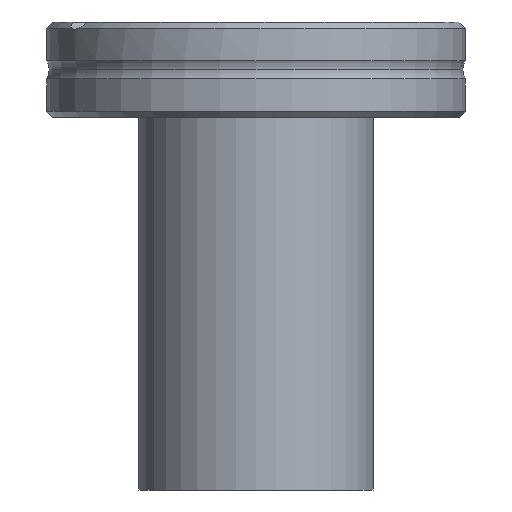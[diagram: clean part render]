
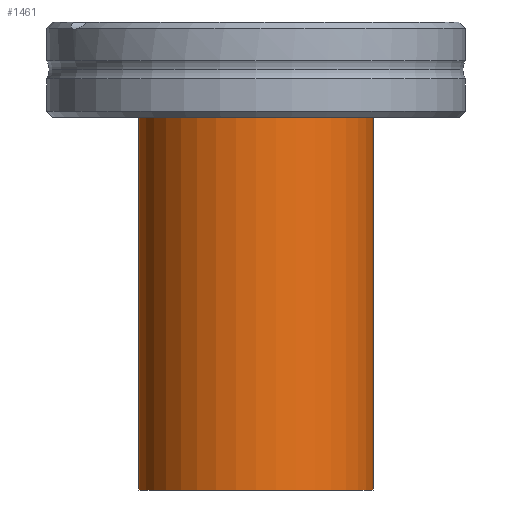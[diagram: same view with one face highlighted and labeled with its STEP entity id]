
A CAD part, front view. The second image highlights one B-rep face of the part: STEP entity #1461.
In plain terms, the highlighted cylindrical face has radius 9.525 mm (diameter 19.05 mm), a partial arc.
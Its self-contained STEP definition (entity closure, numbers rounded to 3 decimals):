
#7 = ORIENTED_EDGE ( 'NONE', *, *, #816, .T. ) ;
#44 = ORIENTED_EDGE ( 'NONE', *, *, #400, .F. ) ;
#119 = CARTESIAN_POINT ( 'NONE',  ( 9.525, 0., -44.3 ) ) ;
#174 = CARTESIAN_POINT ( 'NONE',  ( -9.525, 0., -38. ) ) ;
#289 = FACE_OUTER_BOUND ( 'NONE', #1781, .T. ) ;
#371 = DIRECTION ( 'NONE',  ( 1., 0., 0. ) ) ;
#400 = EDGE_CURVE ( 'NONE', #466, #1089, #1064, .T. ) ;
#417 = EDGE_CURVE ( 'NONE', #1089, #1578, #1304, .T. ) ;
#466 = VERTEX_POINT ( 'NONE', #174 ) ;
#601 = CARTESIAN_POINT ( 'NONE',  ( -9.525, 0., -4.3 ) ) ;
#625 = ORIENTED_EDGE ( 'NONE', *, *, #1479, .T. ) ;
#678 = DIRECTION ( 'NONE',  ( 0., 0., 1. ) ) ;
#746 = CARTESIAN_POINT ( 'NONE',  ( 9.525, 0., -4.3 ) ) ;
#816 = EDGE_CURVE ( 'NONE', #2212, #1578, #2135, .T. ) ;
#855 = AXIS2_PLACEMENT_3D ( 'NONE', #2036, #1026, #2206 ) ;
#901 = CARTESIAN_POINT ( 'NONE',  ( 0., 0., -38. ) ) ;
#986 = CYLINDRICAL_SURFACE ( 'NONE', #1262, 9.525 ) ;
#1026 = DIRECTION ( 'NONE',  ( 0., 0., 1. ) ) ;
#1064 = LINE ( 'NONE', #1680, #1908 ) ;
#1075 = DIRECTION ( 'NONE',  ( 1., 0., 0. ) ) ;
#1089 = VERTEX_POINT ( 'NONE', #601 ) ;
#1135 = DIRECTION ( 'NONE',  ( 0., 0., 1. ) ) ;
#1155 = AXIS2_PLACEMENT_3D ( 'NONE', #901, #2093, #1075 ) ;
#1227 = VECTOR ( 'NONE', #1135, 1000. ) ;
#1262 = AXIS2_PLACEMENT_3D ( 'NONE', #1728, #1898, #371 ) ;
#1279 = CARTESIAN_POINT ( 'NONE',  ( 9.525, 0., -38. ) ) ;
#1304 = CIRCLE ( 'NONE', #855, 9.525 ) ;
#1461 = ADVANCED_FACE ( 'NONE', ( #289 ), #986, .T. ) ;
#1479 = EDGE_CURVE ( 'NONE', #466, #2212, #1879, .T. ) ;
#1578 = VERTEX_POINT ( 'NONE', #746 ) ;
#1680 = CARTESIAN_POINT ( 'NONE',  ( -9.525, 0., -44.3 ) ) ;
#1728 = CARTESIAN_POINT ( 'NONE',  ( 0., 0., -44.3 ) ) ;
#1781 = EDGE_LOOP ( 'NONE', ( #44, #625, #7, #2130 ) ) ;
#1879 = CIRCLE ( 'NONE', #1155, 9.525 ) ;
#1898 = DIRECTION ( 'NONE',  ( 0., 0., 1. ) ) ;
#1908 = VECTOR ( 'NONE', #678, 1000. ) ;
#2036 = CARTESIAN_POINT ( 'NONE',  ( 0., 0., -4.3 ) ) ;
#2093 = DIRECTION ( 'NONE',  ( 0., 0., 1. ) ) ;
#2130 = ORIENTED_EDGE ( 'NONE', *, *, #417, .F. ) ;
#2135 = LINE ( 'NONE', #119, #1227 ) ;
#2206 = DIRECTION ( 'NONE',  ( 1., 0., 0. ) ) ;
#2212 = VERTEX_POINT ( 'NONE', #1279 ) ;
